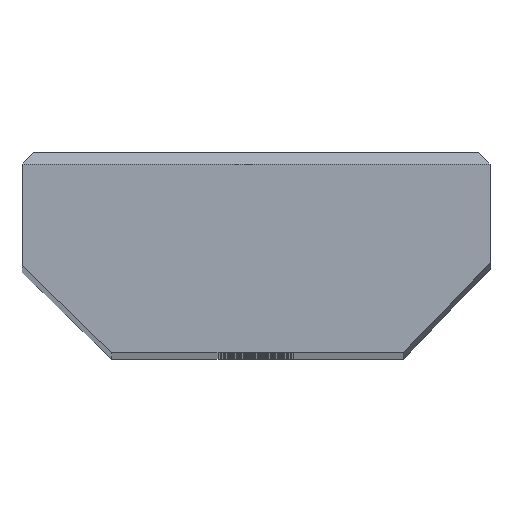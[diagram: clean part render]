
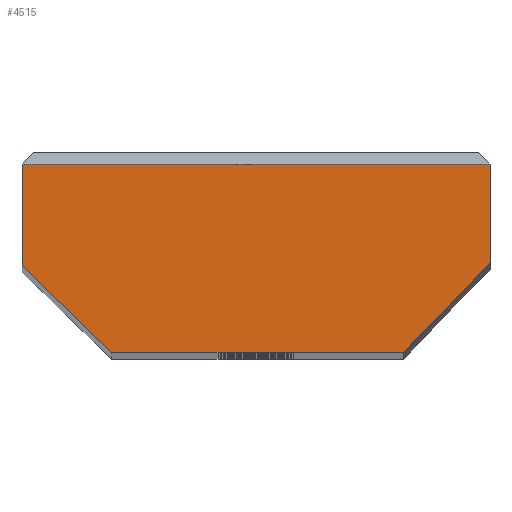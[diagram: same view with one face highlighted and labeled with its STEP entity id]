
A CAD part, top view. The second image highlights one B-rep face of the part: STEP entity #4515.
In plain terms, the highlighted planar face has unit normal (0, 0, 1).
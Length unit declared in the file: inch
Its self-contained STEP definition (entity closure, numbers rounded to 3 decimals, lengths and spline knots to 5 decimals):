
#1504 = CARTESIAN_POINT ( 'NONE',  ( -0.31, 0.125, 2.5 ) ) ;
#1645 = EDGE_LOOP ( 'NONE', ( #4964, #12701, #10151, #6312, #2809, #2035 ) ) ;
#1807 = LINE ( 'NONE', #10085, #12169 ) ;
#1935 = CARTESIAN_POINT ( 'NONE',  ( -0.19091, -0.125, 2.5 ) ) ;
#2035 = ORIENTED_EDGE ( 'NONE', *, *, #14067, .T. ) ;
#2285 = CARTESIAN_POINT ( 'NONE',  ( 0.16336, -0.15776, 2.5 ) ) ;
#2339 = DIRECTION ( 'NONE',  ( 0.695, 0.719, 0. ) ) ;
#2457 = DIRECTION ( 'NONE',  ( 0., 0., 1. ) ) ;
#2651 = VECTOR ( 'NONE', #12640, 39.37008 ) ;
#2809 = ORIENTED_EDGE ( 'NONE', *, *, #9523, .T. ) ;
#3234 = CARTESIAN_POINT ( 'NONE',  ( 0.31, -0.125, 2.5 ) ) ;
#4273 = VECTOR ( 'NONE', #13574, 39.37008 ) ;
#4515 = ADVANCED_FACE ( 'NONE', ( #7577 ), #14696, .T. ) ;
#4540 = EDGE_CURVE ( 'NONE', #10099, #7659, #15374, .T. ) ;
#4648 = CARTESIAN_POINT ( 'NONE',  ( 0.195, -0.125, 2.5 ) ) ;
#4964 = ORIENTED_EDGE ( 'NONE', *, *, #15526, .T. ) ;
#5162 = VECTOR ( 'NONE', #11674, 39.37008 ) ;
#5240 = LINE ( 'NONE', #2285, #10794 ) ;
#5330 = VERTEX_POINT ( 'NONE', #1504 ) ;
#6312 = ORIENTED_EDGE ( 'NONE', *, *, #11897, .T. ) ;
#6533 = CARTESIAN_POINT ( 'NONE',  ( -0.31, -0.125, 2.5 ) ) ;
#6564 = DIRECTION ( 'NONE',  ( -1., 0., 0. ) ) ;
#7577 = FACE_OUTER_BOUND ( 'NONE', #1645, .T. ) ;
#7659 = VERTEX_POINT ( 'NONE', #1935 ) ;
#7685 = CARTESIAN_POINT ( 'NONE',  ( -0.31, -0.01, 2.5 ) ) ;
#7957 = VERTEX_POINT ( 'NONE', #11046 ) ;
#9180 = LINE ( 'NONE', #6533, #2651 ) ;
#9523 = EDGE_CURVE ( 'NONE', #15008, #7957, #1807, .T. ) ;
#9891 = CARTESIAN_POINT ( 'NONE',  ( -0.15459, -0.16008, 2.5 ) ) ;
#10085 = CARTESIAN_POINT ( 'NONE',  ( 0.31, -0.125, 2.5 ) ) ;
#10099 = VERTEX_POINT ( 'NONE', #7685 ) ;
#10151 = ORIENTED_EDGE ( 'NONE', *, *, #14174, .T. ) ;
#10493 = AXIS2_PLACEMENT_3D ( 'NONE', #14637, #2457, #13421 ) ;
#10794 = VECTOR ( 'NONE', #2339, 39.37008 ) ;
#11046 = CARTESIAN_POINT ( 'NONE',  ( 0.31, 0.125, 2.5 ) ) ;
#11674 = DIRECTION ( 'NONE',  ( 1., 0., 0. ) ) ;
#11855 = VECTOR ( 'NONE', #6564, 39.37008 ) ;
#11897 = EDGE_CURVE ( 'NONE', #13139, #15008, #5240, .T. ) ;
#12169 = VECTOR ( 'NONE', #14982, 39.37008 ) ;
#12640 = DIRECTION ( 'NONE',  ( 0., -1., 0. ) ) ;
#12701 = ORIENTED_EDGE ( 'NONE', *, *, #4540, .T. ) ;
#12977 = LINE ( 'NONE', #3234, #5162 ) ;
#13139 = VERTEX_POINT ( 'NONE', #4648 ) ;
#13421 = DIRECTION ( 'NONE',  ( 1., 0., 0. ) ) ;
#13574 = DIRECTION ( 'NONE',  ( 0.719, -0.695, 0. ) ) ;
#14067 = EDGE_CURVE ( 'NONE', #7957, #5330, #15875, .T. ) ;
#14174 = EDGE_CURVE ( 'NONE', #7659, #13139, #12977, .T. ) ;
#14637 = CARTESIAN_POINT ( 'NONE',  ( 0., 0., 2.5 ) ) ;
#14696 = PLANE ( 'NONE',  #10493 ) ;
#14982 = DIRECTION ( 'NONE',  ( 0., 1., 0. ) ) ;
#15008 = VERTEX_POINT ( 'NONE', #15331 ) ;
#15184 = CARTESIAN_POINT ( 'NONE',  ( 0.31, 0.125, 2.5 ) ) ;
#15331 = CARTESIAN_POINT ( 'NONE',  ( 0.31, -0.00591, 2.5 ) ) ;
#15374 = LINE ( 'NONE', #9891, #4273 ) ;
#15526 = EDGE_CURVE ( 'NONE', #5330, #10099, #9180, .T. ) ;
#15875 = LINE ( 'NONE', #15184, #11855 ) ;
